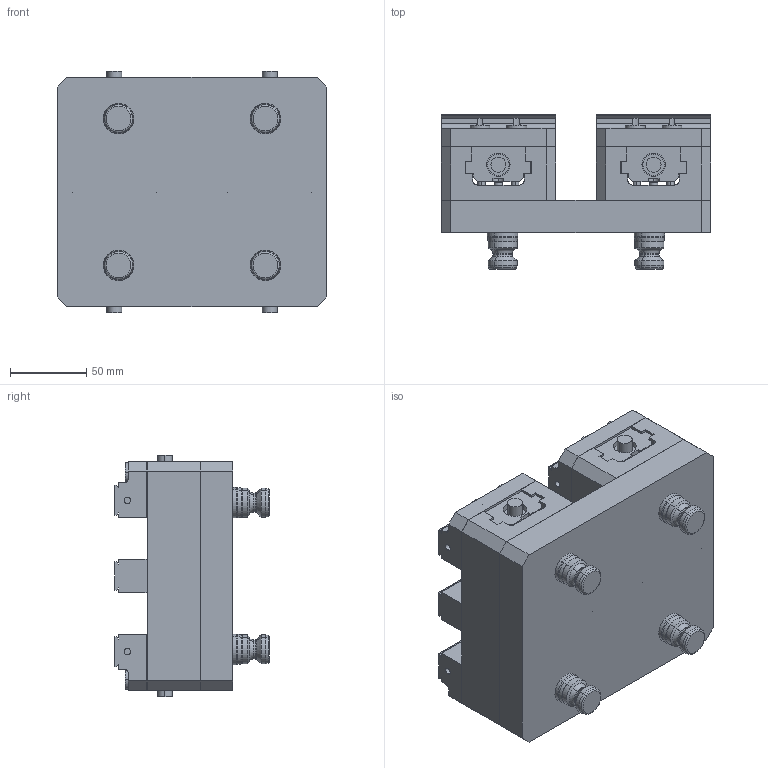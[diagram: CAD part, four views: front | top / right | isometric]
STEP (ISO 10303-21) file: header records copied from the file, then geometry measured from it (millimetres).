
FILE_DESCRIPTION (( 'STEP AP214' ), '1' );
FILE_NAME ('D_R96-2DV75150X-J1.STEP', '2020-03-13T20:28:33', ( '' ), ( '' ), 'SwSTEP 2.0', 'SolidWorks 2018', '' );
FILE_SCHEMA (( 'AUTOMOTIVE_DESIGN' ));
Length unit declared in the file: millimetre
Products named in the file (9): D_R96-2DV75150X-J1; D_DV75150X-J1; D_V75100X-2RDV; D_R96-2V75X; D_PS20F_HARD TURN; D_V75100X-2; D_DV75150X-1; D_V75-5CDV; D_V75100X-5
Assembly tree (13 placements, depth 3):
  D_R96-2DV75150X-J1
    D_R96-2V75X
    D_PS20F_HARD TURN  x4
    D_DV75150X-J1  x2
      D_DV75150X-1
      D_V75100X-2RDV
      D_V75100X-2
      D_V75100X-5
      D_V75-5CDV
Bounding box: 176.53 x 101.09 x 158 mm (x, y, z)
Volume: 1411230.2 mm3; surface area: 311828.4 mm2
Topology: 19 solids, 19 shells, 970 faces, 2188 edges, 1404 vertices
Faces by surface type: plane 422, cylinder 420, cone 64, torus 64
Entity records: 13220 total; most frequent: DIRECTION 2286, CARTESIAN_POINT 2104, ORIENTED_EDGE 1924, EDGE_CURVE 962, AXIS2_PLACEMENT_3D 882, VERTEX_POINT 624, EDGE_LOOP 526, LINE 522
